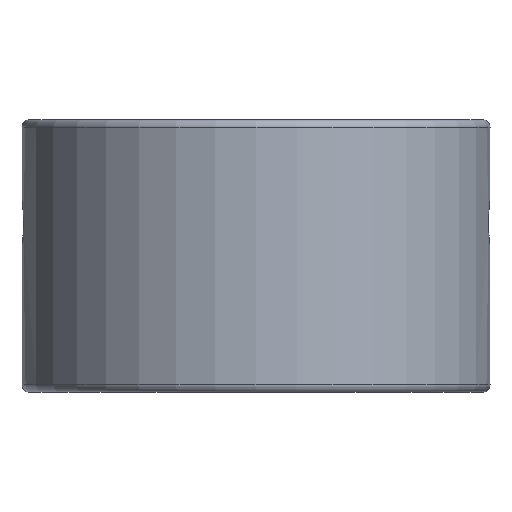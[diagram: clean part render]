
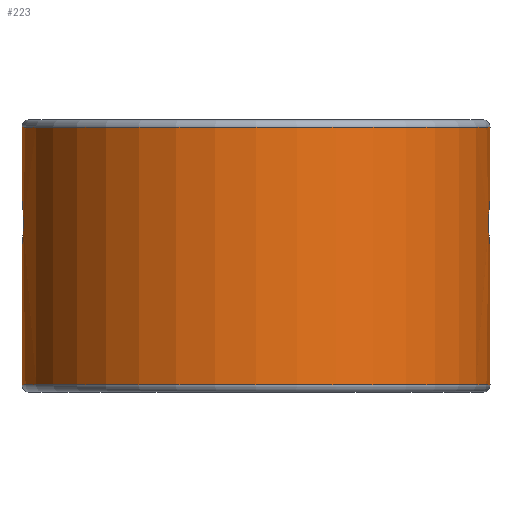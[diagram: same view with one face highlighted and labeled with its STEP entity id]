
A CAD part, front view. The second image highlights one B-rep face of the part: STEP entity #223.
In plain terms, the highlighted cylindrical face has radius 15.875 mm (diameter 31.75 mm), a full revolution.
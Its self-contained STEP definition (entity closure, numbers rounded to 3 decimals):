
#18=FACE_BOUND('',#54,.T.);
#23=CIRCLE('',#248,15.875);
#26=CIRCLE('',#252,15.875);
#42=FACE_OUTER_BOUND('',#53,.T.);
#53=EDGE_LOOP('',(#170,#171,#172,#173,#174,#175,#176,#177,#178,#179));
#54=EDGE_LOOP('',(#180,#181,#182));
#68=LINE('',#516,#75);
#69=LINE('',#517,#76);
#75=VECTOR('',#289,15.875);
#76=VECTOR('',#290,15.875);
#80=B_SPLINE_CURVE_WITH_KNOTS('',3,(#330,#331,#332,#333,#334,#335,#336,
#337,#338,#339),.UNSPECIFIED.,.F.,.F.,(4,2,2,2,4),(0.264,0.33,
0.396,0.462,0.528),.UNSPECIFIED.);
#81=B_SPLINE_CURVE_WITH_KNOTS('',3,(#341,#342,#343,#344,#345,#346,#347,
#348,#349,#350,#351,#352,#353,#354,#355,#356,#357,#358,#359),
 .UNSPECIFIED.,.F.,.F.,(4,2,2,2,3,2,2,2,4),(0.792,0.858,
0.924,0.99,1.056,1.122,1.188,
1.254,1.32),.UNSPECIFIED.);
#82=B_SPLINE_CURVE_WITH_KNOTS('',3,(#360,#361,#362,#363,#364,#365,#366,
#367,#368,#369),.UNSPECIFIED.,.F.,.F.,(4,2,2,2,4),(0.528,0.594,
0.66,0.726,0.792),.UNSPECIFIED.);
#88=B_SPLINE_CURVE_WITH_KNOTS('',3,(#449,#450,#451,#452,#453,#454,#455,
#456,#457,#458,#459,#460),.UNSPECIFIED.,.F.,.F.,(4,2,2,2,2,4),(0.257,
0.264,0.33,0.396,0.462,
0.528),.UNSPECIFIED.);
#89=B_SPLINE_CURVE_WITH_KNOTS('',3,(#462,#463,#464,#465,#466,#467,#468,
#469,#470,#471),.UNSPECIFIED.,.F.,.F.,(4,2,2,2,4),(0.,0.066,
0.132,0.198,0.257),.UNSPECIFIED.);
#90=B_SPLINE_CURVE_WITH_KNOTS('',3,(#473,#474,#475,#476,#477,#478,#479,
#480,#481,#482),.UNSPECIFIED.,.F.,.F.,(4,2,2,2,4),(0.798,0.858,
0.924,0.99,1.056),.UNSPECIFIED.);
#91=B_SPLINE_CURVE_WITH_KNOTS('',3,(#483,#484,#485,#486,#487,#488,#489,
#490,#491,#492,#493,#494),.UNSPECIFIED.,.F.,.F.,(4,2,2,2,2,4),(0.528,
0.594,0.66,0.726,0.792,
0.798),.UNSPECIFIED.);
#93=VERTEX_POINT('',#328);
#94=VERTEX_POINT('',#329);
#95=VERTEX_POINT('',#340);
#102=VERTEX_POINT('',#446);
#103=VERTEX_POINT('',#448);
#104=VERTEX_POINT('',#461);
#105=VERTEX_POINT('',#472);
#106=VERTEX_POINT('',#508);
#108=VERTEX_POINT('',#514);
#116=EDGE_CURVE('',#93,#94,#80,.T.);
#117=EDGE_CURVE('',#95,#93,#81,.T.);
#118=EDGE_CURVE('',#94,#95,#82,.T.);
#126=EDGE_CURVE('',#103,#102,#88,.T.);
#127=EDGE_CURVE('',#104,#103,#89,.T.);
#128=EDGE_CURVE('',#105,#104,#90,.T.);
#129=EDGE_CURVE('',#102,#105,#91,.T.);
#131=EDGE_CURVE('',#106,#106,#23,.T.);
#134=EDGE_CURVE('',#108,#108,#26,.T.);
#135=EDGE_CURVE('',#108,#105,#68,.T.);
#136=EDGE_CURVE('',#103,#106,#69,.T.);
#170=ORIENTED_EDGE('',*,*,#134,.F.);
#171=ORIENTED_EDGE('',*,*,#135,.T.);
#172=ORIENTED_EDGE('',*,*,#128,.T.);
#173=ORIENTED_EDGE('',*,*,#127,.T.);
#174=ORIENTED_EDGE('',*,*,#136,.T.);
#175=ORIENTED_EDGE('',*,*,#131,.F.);
#176=ORIENTED_EDGE('',*,*,#136,.F.);
#177=ORIENTED_EDGE('',*,*,#126,.T.);
#178=ORIENTED_EDGE('',*,*,#129,.T.);
#179=ORIENTED_EDGE('',*,*,#135,.F.);
#180=ORIENTED_EDGE('',*,*,#116,.T.);
#181=ORIENTED_EDGE('',*,*,#118,.T.);
#182=ORIENTED_EDGE('',*,*,#117,.T.);
#217=CYLINDRICAL_SURFACE('',#251,15.875);
#223=ADVANCED_FACE('',(#42,#18),#217,.T.);
#248=AXIS2_PLACEMENT_3D('',#509,#279,#280);
#251=AXIS2_PLACEMENT_3D('',#513,#285,#286);
#252=AXIS2_PLACEMENT_3D('',#515,#287,#288);
#279=DIRECTION('center_axis',(0.,0.,-1.));
#280=DIRECTION('ref_axis',(1.,0.,0.));
#285=DIRECTION('center_axis',(0.,0.,1.));
#286=DIRECTION('ref_axis',(1.,0.,0.));
#287=DIRECTION('center_axis',(0.,0.,1.));
#288=DIRECTION('ref_axis',(1.,0.,0.));
#289=DIRECTION('',(0.,0.,-1.));
#290=DIRECTION('',(0.,0.,-1.));
#328=CARTESIAN_POINT('',(15.875,-0.065,13.265));
#329=CARTESIAN_POINT('',(15.785,1.685,11.515));
#330=CARTESIAN_POINT('Ctrl Pts',(15.875,-0.065,13.265));
#331=CARTESIAN_POINT('Ctrl Pts',(15.876,0.155,13.265));
#332=CARTESIAN_POINT('Ctrl Pts',(15.872,0.389,13.221));
#333=CARTESIAN_POINT('Ctrl Pts',(15.855,0.82,13.042));
#334=CARTESIAN_POINT('Ctrl Pts',(15.843,1.017,12.908));
#335=CARTESIAN_POINT('Ctrl Pts',(15.82,1.328,12.597));
#336=CARTESIAN_POINT('Ctrl Pts',(15.808,1.462,12.4));
#337=CARTESIAN_POINT('Ctrl Pts',(15.79,1.641,11.969));
#338=CARTESIAN_POINT('Ctrl Pts',(15.785,1.685,11.735));
#339=CARTESIAN_POINT('Ctrl Pts',(15.785,1.685,11.515));
#340=CARTESIAN_POINT('',(15.875,-0.065,9.765));
#341=CARTESIAN_POINT('Ctrl Pts',(15.875,-0.065,9.765));
#342=CARTESIAN_POINT('Ctrl Pts',(15.874,-0.285,9.765));
#343=CARTESIAN_POINT('Ctrl Pts',(15.868,-0.52,9.809));
#344=CARTESIAN_POINT('Ctrl Pts',(15.848,-0.951,9.988));
#345=CARTESIAN_POINT('Ctrl Pts',(15.834,-1.147,10.122));
#346=CARTESIAN_POINT('Ctrl Pts',(15.809,-1.458,10.433));
#347=CARTESIAN_POINT('Ctrl Pts',(15.795,-1.592,10.63));
#348=CARTESIAN_POINT('Ctrl Pts',(15.776,-1.771,11.061));
#349=CARTESIAN_POINT('Ctrl Pts',(15.771,-1.815,11.295));
#350=CARTESIAN_POINT('Ctrl Pts',(15.771,-1.815,11.515));
#351=CARTESIAN_POINT('Ctrl Pts',(15.771,-1.815,11.735));
#352=CARTESIAN_POINT('Ctrl Pts',(15.776,-1.771,11.969));
#353=CARTESIAN_POINT('Ctrl Pts',(15.795,-1.592,12.4));
#354=CARTESIAN_POINT('Ctrl Pts',(15.809,-1.458,12.597));
#355=CARTESIAN_POINT('Ctrl Pts',(15.834,-1.147,12.908));
#356=CARTESIAN_POINT('Ctrl Pts',(15.848,-0.951,13.042));
#357=CARTESIAN_POINT('Ctrl Pts',(15.868,-0.52,13.221));
#358=CARTESIAN_POINT('Ctrl Pts',(15.874,-0.285,13.265));
#359=CARTESIAN_POINT('Ctrl Pts',(15.875,-0.065,13.265));
#360=CARTESIAN_POINT('Ctrl Pts',(15.785,1.685,11.515));
#361=CARTESIAN_POINT('Ctrl Pts',(15.785,1.685,11.295));
#362=CARTESIAN_POINT('Ctrl Pts',(15.79,1.641,11.061));
#363=CARTESIAN_POINT('Ctrl Pts',(15.808,1.462,10.63));
#364=CARTESIAN_POINT('Ctrl Pts',(15.82,1.328,10.433));
#365=CARTESIAN_POINT('Ctrl Pts',(15.843,1.017,10.122));
#366=CARTESIAN_POINT('Ctrl Pts',(15.855,0.82,9.988));
#367=CARTESIAN_POINT('Ctrl Pts',(15.872,0.389,9.809));
#368=CARTESIAN_POINT('Ctrl Pts',(15.876,0.155,9.765));
#369=CARTESIAN_POINT('Ctrl Pts',(15.875,-0.065,9.765));
#446=CARTESIAN_POINT('',(-15.771,1.815,11.515));
#448=CARTESIAN_POINT('',(-15.875,0.,9.766));
#449=CARTESIAN_POINT('Ctrl Pts',(-15.875,0.,9.766));
#450=CARTESIAN_POINT('Ctrl Pts',(-15.875,0.022,9.765));
#451=CARTESIAN_POINT('Ctrl Pts',(-15.875,0.044,9.765));
#452=CARTESIAN_POINT('Ctrl Pts',(-15.874,0.285,9.765));
#453=CARTESIAN_POINT('Ctrl Pts',(-15.868,0.52,9.809));
#454=CARTESIAN_POINT('Ctrl Pts',(-15.848,0.951,9.988));
#455=CARTESIAN_POINT('Ctrl Pts',(-15.834,1.147,10.122));
#456=CARTESIAN_POINT('Ctrl Pts',(-15.809,1.458,10.433));
#457=CARTESIAN_POINT('Ctrl Pts',(-15.795,1.592,10.63));
#458=CARTESIAN_POINT('Ctrl Pts',(-15.776,1.771,11.061));
#459=CARTESIAN_POINT('Ctrl Pts',(-15.771,1.815,11.295));
#460=CARTESIAN_POINT('Ctrl Pts',(-15.771,1.815,11.515));
#461=CARTESIAN_POINT('',(-15.785,-1.685,11.515));
#462=CARTESIAN_POINT('Ctrl Pts',(-15.785,-1.685,11.515));
#463=CARTESIAN_POINT('Ctrl Pts',(-15.785,-1.685,11.295));
#464=CARTESIAN_POINT('Ctrl Pts',(-15.79,-1.641,11.061));
#465=CARTESIAN_POINT('Ctrl Pts',(-15.808,-1.462,10.63));
#466=CARTESIAN_POINT('Ctrl Pts',(-15.82,-1.328,10.433));
#467=CARTESIAN_POINT('Ctrl Pts',(-15.843,-1.017,10.122));
#468=CARTESIAN_POINT('Ctrl Pts',(-15.855,-0.82,9.988));
#469=CARTESIAN_POINT('Ctrl Pts',(-15.871,-0.41,9.818));
#470=CARTESIAN_POINT('Ctrl Pts',(-15.875,-0.201,9.774));
#471=CARTESIAN_POINT('Ctrl Pts',(-15.875,0.,9.766));
#472=CARTESIAN_POINT('',(-15.875,0.,13.264));
#473=CARTESIAN_POINT('Ctrl Pts',(-15.875,0.,13.264));
#474=CARTESIAN_POINT('Ctrl Pts',(-15.875,-0.201,13.256));
#475=CARTESIAN_POINT('Ctrl Pts',(-15.871,-0.41,13.212));
#476=CARTESIAN_POINT('Ctrl Pts',(-15.855,-0.82,13.042));
#477=CARTESIAN_POINT('Ctrl Pts',(-15.843,-1.017,12.908));
#478=CARTESIAN_POINT('Ctrl Pts',(-15.82,-1.328,12.597));
#479=CARTESIAN_POINT('Ctrl Pts',(-15.808,-1.462,12.4));
#480=CARTESIAN_POINT('Ctrl Pts',(-15.79,-1.641,11.969));
#481=CARTESIAN_POINT('Ctrl Pts',(-15.785,-1.685,11.735));
#482=CARTESIAN_POINT('Ctrl Pts',(-15.785,-1.685,11.515));
#483=CARTESIAN_POINT('Ctrl Pts',(-15.771,1.815,11.515));
#484=CARTESIAN_POINT('Ctrl Pts',(-15.771,1.815,11.735));
#485=CARTESIAN_POINT('Ctrl Pts',(-15.776,1.771,11.969));
#486=CARTESIAN_POINT('Ctrl Pts',(-15.795,1.592,12.4));
#487=CARTESIAN_POINT('Ctrl Pts',(-15.809,1.458,12.597));
#488=CARTESIAN_POINT('Ctrl Pts',(-15.834,1.147,12.908));
#489=CARTESIAN_POINT('Ctrl Pts',(-15.848,0.951,13.042));
#490=CARTESIAN_POINT('Ctrl Pts',(-15.868,0.52,13.221));
#491=CARTESIAN_POINT('Ctrl Pts',(-15.874,0.285,13.265));
#492=CARTESIAN_POINT('Ctrl Pts',(-15.875,0.044,13.265));
#493=CARTESIAN_POINT('Ctrl Pts',(-15.875,0.022,13.265));
#494=CARTESIAN_POINT('Ctrl Pts',(-15.875,0.,13.264));
#508=CARTESIAN_POINT('',(-15.875,0.,0.5));
#509=CARTESIAN_POINT('Origin',(0.,0.,0.5));
#513=CARTESIAN_POINT('Origin',(0.,0.,0.));
#514=CARTESIAN_POINT('',(-15.875,0.,18.));
#515=CARTESIAN_POINT('Origin',(0.,0.,18.));
#516=CARTESIAN_POINT('',(-15.875,0.,0.));
#517=CARTESIAN_POINT('',(-15.875,0.,0.));
